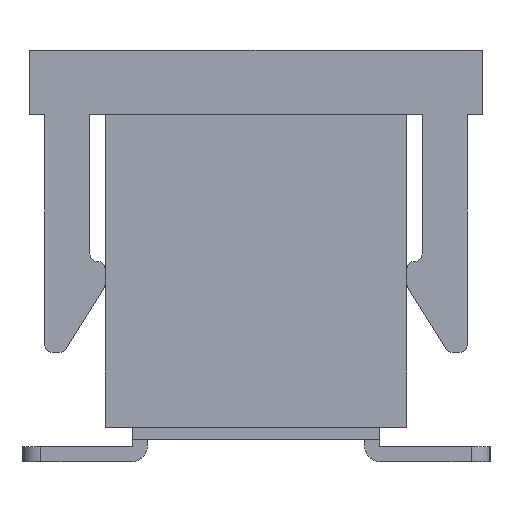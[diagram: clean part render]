
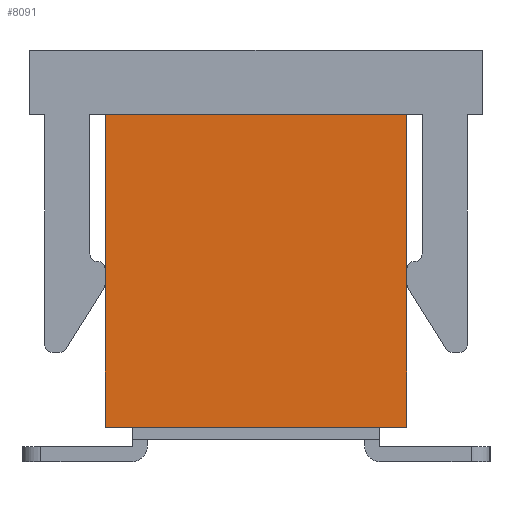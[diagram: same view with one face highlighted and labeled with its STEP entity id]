
A CAD part, left-side view. The second image highlights one B-rep face of the part: STEP entity #8091.
In plain terms, the highlighted planar face has unit normal (-1, 0, 0).
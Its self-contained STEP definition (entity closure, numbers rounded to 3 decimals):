
#799=ORIENTED_EDGE('',*,*,#3017,.F.);
#800=ORIENTED_EDGE('',*,*,#2630,.F.);
#801=ORIENTED_EDGE('',*,*,#3018,.T.);
#802=ORIENTED_EDGE('',*,*,#2680,.T.);
#2630=EDGE_CURVE('',#3782,#3780,#4506,.T.);
#2680=EDGE_CURVE('',#3833,#3831,#4556,.T.);
#3017=EDGE_CURVE('',#3780,#3831,#4893,.T.);
#3018=EDGE_CURVE('',#3782,#3833,#4894,.T.);
#3780=VERTEX_POINT('',#11309);
#3782=VERTEX_POINT('',#11313);
#3831=VERTEX_POINT('',#11413);
#3833=VERTEX_POINT('',#11416);
#4506=LINE('',#11314,#5586);
#4556=LINE('',#11415,#5636);
#4893=LINE('',#12089,#5973);
#4894=LINE('',#12090,#5974);
#5586=VECTOR('',#9097,1000.);
#5636=VECTOR('',#9149,1000.);
#5973=VECTOR('',#9676,1000.);
#5974=VECTOR('',#9677,1000.);
#6720=EDGE_LOOP('',(#799,#800,#801,#802));
#7214=FACE_BOUND('',#6720,.T.);
#7683=PLANE('',#8575);
#8091=ADVANCED_FACE('',(#7214),#7683,.T.);
#8575=AXIS2_PLACEMENT_3D('',#12088,#9674,#9675);
#9097=DIRECTION('',(0.,1.,0.));
#9149=DIRECTION('',(0.,1.,0.));
#9674=DIRECTION('',(-1.,0.,0.));
#9675=DIRECTION('',(0.,0.,1.));
#9676=DIRECTION('',(0.,0.,1.));
#9677=DIRECTION('',(0.,0.,1.));
#11309=CARTESIAN_POINT('',(-12.25,2.,-2.07));
#11313=CARTESIAN_POINT('',(-12.25,-2.,-2.07));
#11314=CARTESIAN_POINT('',(-12.25,-2.,-2.07));
#11413=CARTESIAN_POINT('',(-12.25,2.,2.07));
#11415=CARTESIAN_POINT('',(-12.25,-2.,2.07));
#11416=CARTESIAN_POINT('',(-12.25,-2.,2.07));
#12088=CARTESIAN_POINT('',(-12.25,-2.,-2.07));
#12089=CARTESIAN_POINT('',(-12.25,2.,-2.07));
#12090=CARTESIAN_POINT('',(-12.25,-2.,-2.07));
